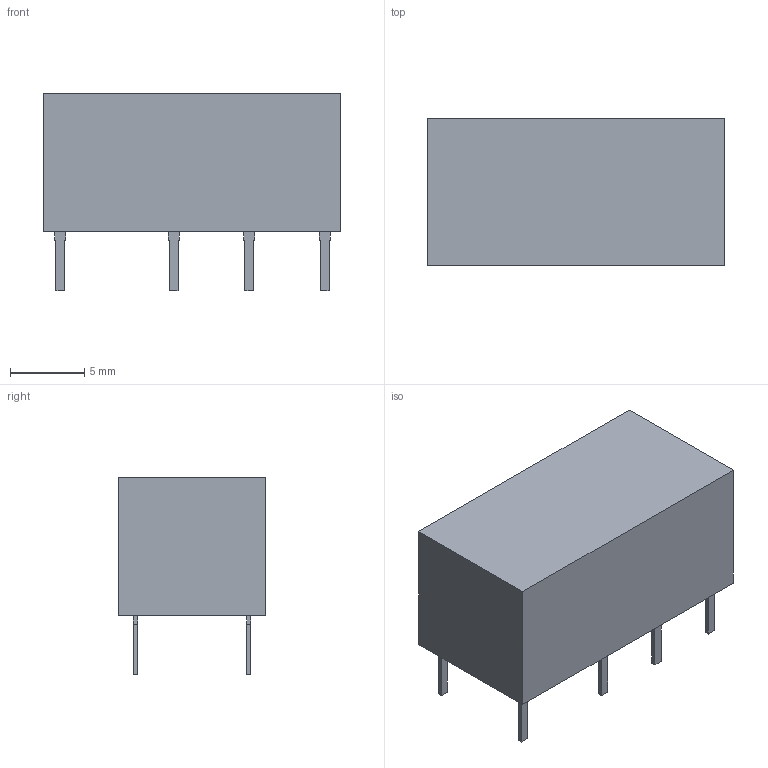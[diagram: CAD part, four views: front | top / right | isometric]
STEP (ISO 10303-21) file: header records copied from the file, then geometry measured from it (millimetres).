
FILE_DESCRIPTION (( 'STEP AP214' ), '1' );
FILE_NAME ('RELAY-TH_DS2E-S.step', '2022-07-09T13:06:06', ( '' ), ( '' ), 'SwSTEP 2.0', 'SolidWorks 2020', '' );
FILE_SCHEMA (( 'AUTOMOTIVE_DESIGN' ));
Length unit declared in the file: millimetre
Products named in the file (1): RELAY-TH_DS2E-S
Bounding box: 20 x 9.91 x 13.3 mm (x, y, z)
Volume: 1847.4 mm3; surface area: 1016.1 mm2
Topology: 14 solids, 14 shells, 372 faces, 975 edges, 650 vertices
Faces by surface type: plane 260, bspline 112
Entity records: 15200 total; most frequent: CARTESIAN_POINT 4102, ORIENTED_EDGE 1950, DIRECTION 1269, EDGE_CURVE 975, VECTOR 747, LINE 747, VERTEX_POINT 650, EDGE_LOOP 395
